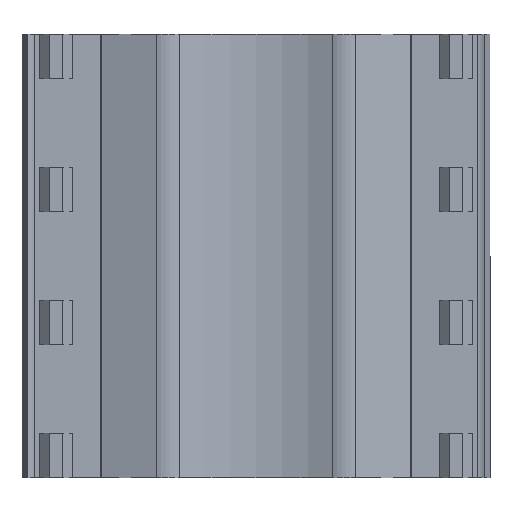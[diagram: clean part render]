
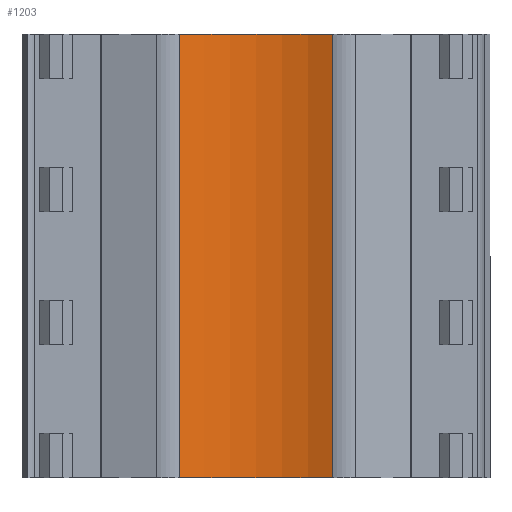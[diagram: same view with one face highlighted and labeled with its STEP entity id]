
A CAD part, front view. The second image highlights one B-rep face of the part: STEP entity #1203.
In plain terms, the highlighted cylindrical face has radius 79.1 mm (diameter 158.2 mm), a partial arc.
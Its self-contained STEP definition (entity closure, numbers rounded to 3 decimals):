
#192 = EDGE_CURVE ( 'NONE', #1097, #329, #2619, .T. ) ;
#232 = CYLINDRICAL_SURFACE ( 'NONE', #320, 79.1 ) ;
#320 = AXIS2_PLACEMENT_3D ( 'NONE', #1718, #2812, #1217 ) ;
#328 = DIRECTION ( 'NONE',  ( 0., 0., 1. ) ) ;
#329 = VERTEX_POINT ( 'NONE', #2569 ) ;
#379 = CARTESIAN_POINT ( 'NONE',  ( 0., 90., 0. ) ) ;
#482 = VECTOR ( 'NONE', #2444, 1000. ) ;
#491 = CARTESIAN_POINT ( 'NONE',  ( -34.684, 161.09, 0. ) ) ;
#497 = EDGE_CURVE ( 'NONE', #696, #1097, #1851, .T. ) ;
#696 = VERTEX_POINT ( 'NONE', #1686 ) ;
#958 = EDGE_CURVE ( 'NONE', #696, #2463, #981, .T. ) ;
#981 = LINE ( 'NONE', #1283, #482 ) ;
#1097 = VERTEX_POINT ( 'NONE', #2758 ) ;
#1104 = DIRECTION ( 'NONE',  ( -1., 0., 0. ) ) ;
#1108 = AXIS2_PLACEMENT_3D ( 'NONE', #2480, #1328, #1104 ) ;
#1203 = ADVANCED_FACE ( 'NONE', ( #2828 ), #232, .F. ) ;
#1217 = DIRECTION ( 'NONE',  ( -1., 0., 0. ) ) ;
#1283 = CARTESIAN_POINT ( 'NONE',  ( -34.684, 161.09, 411.685 ) ) ;
#1328 = DIRECTION ( 'NONE',  ( 0., 0., -1. ) ) ;
#1343 = ORIENTED_EDGE ( 'NONE', *, *, #192, .F. ) ;
#1555 = DIRECTION ( 'NONE',  ( 1., 0., 0. ) ) ;
#1686 = CARTESIAN_POINT ( 'NONE',  ( -34.684, 161.09, 200. ) ) ;
#1718 = CARTESIAN_POINT ( 'NONE',  ( 0., 90., 411.685 ) ) ;
#1851 = CIRCLE ( 'NONE', #1108, 79.1 ) ;
#1894 = EDGE_LOOP ( 'NONE', ( #2324, #2038, #2903, #1343 ) ) ;
#1911 = CARTESIAN_POINT ( 'NONE',  ( 34.684, 161.09, 411.685 ) ) ;
#2038 = ORIENTED_EDGE ( 'NONE', *, *, #958, .T. ) ;
#2046 = CIRCLE ( 'NONE', #2492, 79.1 ) ;
#2324 = ORIENTED_EDGE ( 'NONE', *, *, #497, .F. ) ;
#2331 = EDGE_CURVE ( 'NONE', #329, #2463, #2046, .T. ) ;
#2379 = DIRECTION ( 'NONE',  ( 0., 0., -1. ) ) ;
#2444 = DIRECTION ( 'NONE',  ( 0., 0., -1. ) ) ;
#2463 = VERTEX_POINT ( 'NONE', #491 ) ;
#2480 = CARTESIAN_POINT ( 'NONE',  ( 0., 90., 200. ) ) ;
#2492 = AXIS2_PLACEMENT_3D ( 'NONE', #379, #328, #1555 ) ;
#2569 = CARTESIAN_POINT ( 'NONE',  ( 34.684, 161.09, 0. ) ) ;
#2619 = LINE ( 'NONE', #1911, #2886 ) ;
#2758 = CARTESIAN_POINT ( 'NONE',  ( 34.684, 161.09, 200. ) ) ;
#2812 = DIRECTION ( 'NONE',  ( 0., 0., -1. ) ) ;
#2828 = FACE_OUTER_BOUND ( 'NONE', #1894, .T. ) ;
#2886 = VECTOR ( 'NONE', #2379, 1000. ) ;
#2903 = ORIENTED_EDGE ( 'NONE', *, *, #2331, .F. ) ;
